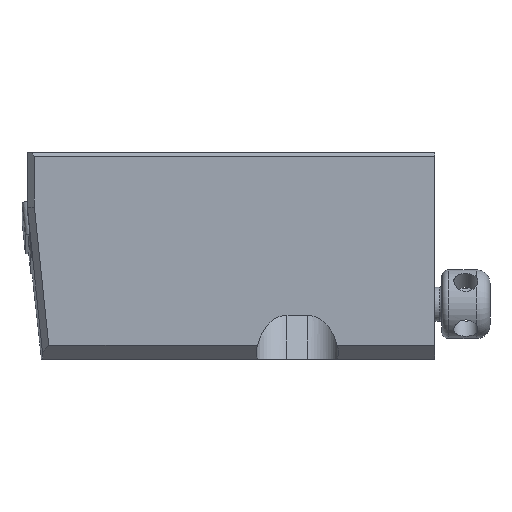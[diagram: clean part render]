
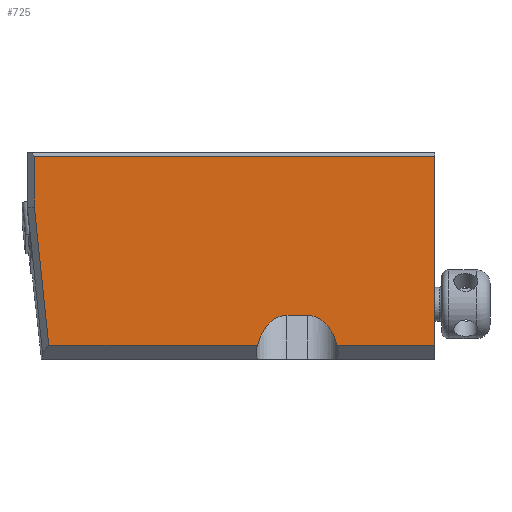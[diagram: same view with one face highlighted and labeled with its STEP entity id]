
A CAD part, front view. The second image highlights one B-rep face of the part: STEP entity #725.
In plain terms, the highlighted planar face has unit normal (0, -1, 0).
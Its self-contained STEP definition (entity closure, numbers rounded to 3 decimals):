
#668=ELLIPSE('',#1954,6.364,4.5);
#669=ELLIPSE('',#1955,6.364,4.5);
#725=ADVANCED_FACE('',(#846),#796,.F.);
#796=PLANE('',#1956);
#846=FACE_OUTER_BOUND('',#908,.T.);
#908=EDGE_LOOP('',(#1070,#1071,#1072,#1073,#1074,#1075,#1076,#1077,#1078));
#1070=ORIENTED_EDGE('',*,*,#1556,.T.);
#1071=ORIENTED_EDGE('',*,*,#1557,.T.);
#1072=ORIENTED_EDGE('',*,*,#1558,.F.);
#1073=ORIENTED_EDGE('',*,*,#1559,.T.);
#1074=ORIENTED_EDGE('',*,*,#1560,.T.);
#1075=ORIENTED_EDGE('',*,*,#1542,.T.);
#1076=ORIENTED_EDGE('',*,*,#1561,.T.);
#1077=ORIENTED_EDGE('',*,*,#1562,.T.);
#1078=ORIENTED_EDGE('',*,*,#1563,.T.);
#1409=VERTEX_POINT('',#2545);
#1410=VERTEX_POINT('',#2547);
#1416=VERTEX_POINT('',#2571);
#1417=VERTEX_POINT('',#2572);
#1418=VERTEX_POINT('',#2574);
#1419=VERTEX_POINT('',#2576);
#1420=VERTEX_POINT('',#2578);
#1421=VERTEX_POINT('',#2581);
#1422=VERTEX_POINT('',#2583);
#1542=EDGE_CURVE('',#1410,#1409,#1722,.T.);
#1556=EDGE_CURVE('',#1416,#1417,#1735,.T.);
#1557=EDGE_CURVE('',#1417,#1418,#668,.T.);
#1558=EDGE_CURVE('',#1419,#1418,#1736,.T.);
#1559=EDGE_CURVE('',#1419,#1420,#669,.T.);
#1560=EDGE_CURVE('',#1420,#1410,#1737,.T.);
#1561=EDGE_CURVE('',#1409,#1421,#1738,.T.);
#1562=EDGE_CURVE('',#1421,#1422,#1739,.T.);
#1563=EDGE_CURVE('',#1422,#1416,#1740,.T.);
#1722=LINE('',#2546,#1852);
#1735=LINE('',#2570,#1865);
#1736=LINE('',#2575,#1866);
#1737=LINE('',#2579,#1867);
#1738=LINE('',#2580,#1868);
#1739=LINE('',#2582,#1869);
#1740=LINE('',#2584,#1870);
#1852=VECTOR('',#2143,1.);
#1865=VECTOR('',#2166,1.);
#1866=VECTOR('',#2169,1.);
#1867=VECTOR('',#2172,1.);
#1868=VECTOR('',#2173,1.);
#1869=VECTOR('',#2174,1.);
#1870=VECTOR('',#2175,1.);
#1954=AXIS2_PLACEMENT_3D('',#2573,#2167,#2168);
#1955=AXIS2_PLACEMENT_3D('',#2577,#2170,#2171);
#1956=AXIS2_PLACEMENT_3D('',#2585,#2176,#2177);
#2143=DIRECTION('',(0.,0.,1.));
#2166=DIRECTION('',(1.,0.,0.));
#2167=DIRECTION('',(0.,1.,0.));
#2168=DIRECTION('',(0.,0.,1.));
#2169=DIRECTION('',(-1.,0.,0.));
#2170=DIRECTION('',(0.,1.,0.));
#2171=DIRECTION('',(0.,0.,1.));
#2172=DIRECTION('',(1.,0.,0.));
#2173=DIRECTION('',(-1.,0.,0.));
#2174=DIRECTION('',(0.,0.,-1.));
#2175=DIRECTION('',(0.104,0.,-0.995));
#2176=DIRECTION('',(0.,1.,0.));
#2177=DIRECTION('',(0.,0.,-1.));
#2545=CARTESIAN_POINT('',(60.,0.,9.5));
#2546=CARTESIAN_POINT('',(60.,0.,10.));
#2547=CARTESIAN_POINT('',(60.,0.,-18.));
#2570=CARTESIAN_POINT('',(0.8,0.,-18.));
#2571=CARTESIAN_POINT('',(3.892,0.,-18.));
#2572=CARTESIAN_POINT('',(34.228,0.,-18.));
#2573=CARTESIAN_POINT('',(38.5,0.,-20.));
#2574=CARTESIAN_POINT('',(38.5,0.,-13.636));
#2575=CARTESIAN_POINT('',(60.,0.,-13.636));
#2576=CARTESIAN_POINT('',(41.5,0.,-13.636));
#2577=CARTESIAN_POINT('',(41.5,0.,-20.));
#2578=CARTESIAN_POINT('',(45.772,0.,-18.));
#2579=CARTESIAN_POINT('',(46.,0.,-18.));
#2580=CARTESIAN_POINT('',(60.,0.,9.5));
#2581=CARTESIAN_POINT('',(1.8,0.,9.5));
#2582=CARTESIAN_POINT('',(1.8,0.,9.5));
#2583=CARTESIAN_POINT('',(1.8,0.,2.099));
#2584=CARTESIAN_POINT('',(2.795,0.,-7.457));
#2585=CARTESIAN_POINT('',(60.,0.,10.));
